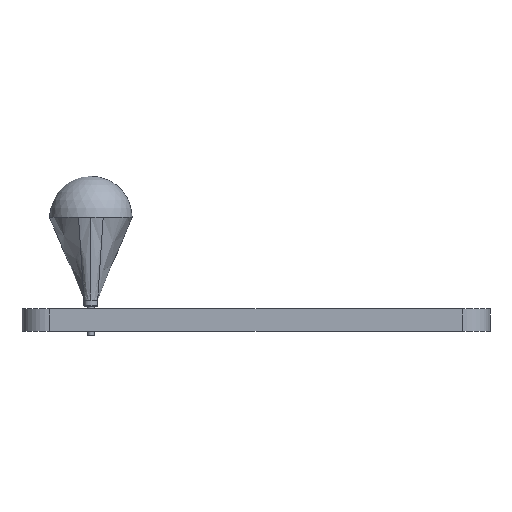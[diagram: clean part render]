
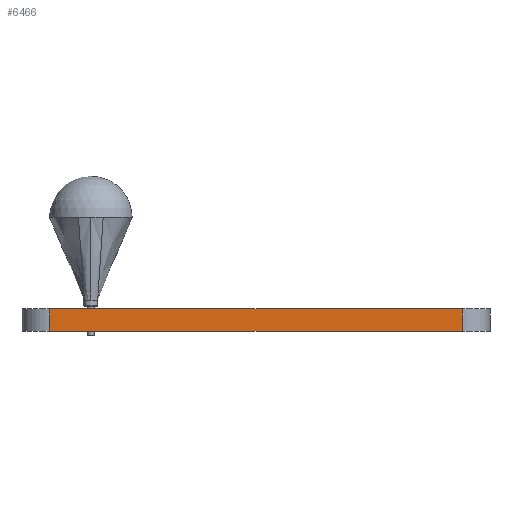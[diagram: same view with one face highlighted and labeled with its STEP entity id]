
A CAD part, front view. The second image highlights one B-rep face of the part: STEP entity #6466.
In plain terms, the highlighted planar face has unit normal (0, -1, 0).
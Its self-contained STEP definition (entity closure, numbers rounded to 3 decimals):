
#5389 = VERTEX_POINT('',#5390);
#5390 = CARTESIAN_POINT('',(67.5,-79.5,0.));
#5397 = EDGE_CURVE('',#5398,#5389,#5400,.T.);
#5398 = VERTEX_POINT('',#5399);
#5399 = CARTESIAN_POINT('',(97.5,-79.5,0.));
#5400 = LINE('',#5401,#5402);
#5401 = CARTESIAN_POINT('',(97.5,-79.5,0.));
#5402 = VECTOR('',#5403,1.);
#5403 = DIRECTION('',(-1.,0.,0.));
#5914 = VERTEX_POINT('',#5915);
#5915 = CARTESIAN_POINT('',(67.5,-79.5,1.6));
#5922 = EDGE_CURVE('',#5923,#5914,#5925,.T.);
#5923 = VERTEX_POINT('',#5924);
#5924 = CARTESIAN_POINT('',(97.5,-79.5,1.6));
#5925 = LINE('',#5926,#5927);
#5926 = CARTESIAN_POINT('',(97.5,-79.5,1.6));
#5927 = VECTOR('',#5928,1.);
#5928 = DIRECTION('',(-1.,0.,0.));
#6438 = EDGE_CURVE('',#5398,#5923,#6439,.T.);
#6439 = LINE('',#6440,#6441);
#6440 = CARTESIAN_POINT('',(97.5,-79.5,0.));
#6441 = VECTOR('',#6442,1.);
#6442 = DIRECTION('',(0.,0.,1.));
#6466 = ADVANCED_FACE('',(#6467),#6478,.T.);
#6467 = FACE_BOUND('',#6468,.T.);
#6468 = EDGE_LOOP('',(#6469,#6470,#6471,#6477));
#6469 = ORIENTED_EDGE('',*,*,#6438,.T.);
#6470 = ORIENTED_EDGE('',*,*,#5922,.T.);
#6471 = ORIENTED_EDGE('',*,*,#6472,.F.);
#6472 = EDGE_CURVE('',#5389,#5914,#6473,.T.);
#6473 = LINE('',#6474,#6475);
#6474 = CARTESIAN_POINT('',(67.5,-79.5,0.));
#6475 = VECTOR('',#6476,1.);
#6476 = DIRECTION('',(0.,0.,1.));
#6477 = ORIENTED_EDGE('',*,*,#5397,.F.);
#6478 = PLANE('',#6479);
#6479 = AXIS2_PLACEMENT_3D('',#6480,#6481,#6482);
#6480 = CARTESIAN_POINT('',(97.5,-79.5,0.));
#6481 = DIRECTION('',(0.,-1.,0.));
#6482 = DIRECTION('',(-1.,0.,0.));
